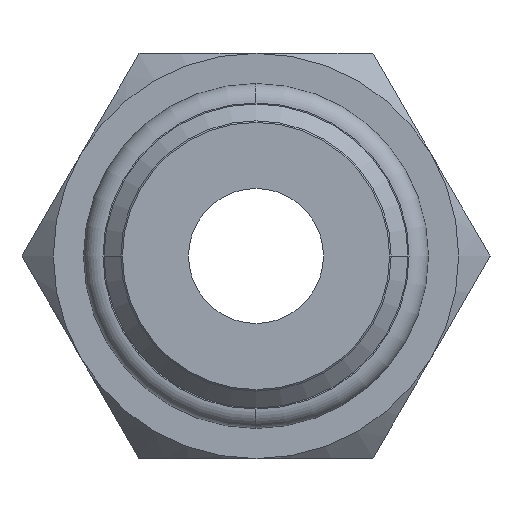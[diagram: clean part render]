
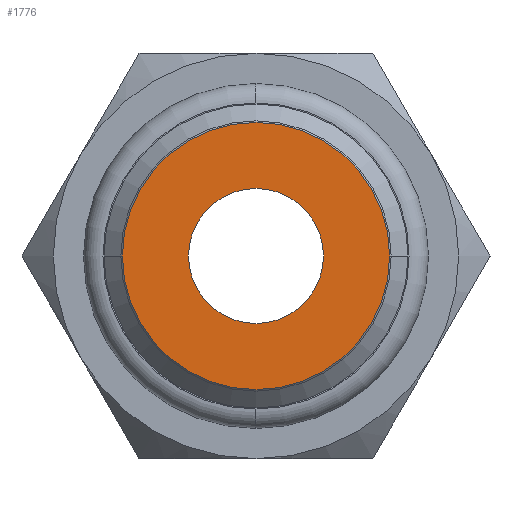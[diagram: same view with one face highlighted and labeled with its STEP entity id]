
A CAD part, left-side view. The second image highlights one B-rep face of the part: STEP entity #1776.
In plain terms, the highlighted planar face has unit normal (-1, 0, 0).
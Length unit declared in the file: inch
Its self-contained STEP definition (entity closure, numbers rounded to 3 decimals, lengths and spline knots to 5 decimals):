
#434=CARTESIAN_POINT('',(0.,0.,0.));
#435=DIRECTION('',(1.,0.,0.));
#436=DIRECTION('',(0.,1.,0.));
#437=AXIS2_PLACEMENT_3D('',#434,#435,#436);
#442=CARTESIAN_POINT('',(0.,0.,0.));
#443=DIRECTION('',(1.,0.,0.));
#444=DIRECTION('',(0.,-1.,0.));
#445=AXIS2_PLACEMENT_3D('',#442,#443,#444);
#450=CARTESIAN_POINT('',(0.,0.,0.));
#451=DIRECTION('',(-1.,0.,0.));
#452=DIRECTION('',(0.,0.,-1.));
#453=AXIS2_PLACEMENT_3D('',#450,#451,#452);
#458=CARTESIAN_POINT('',(0.,0.,0.));
#459=DIRECTION('',(-1.,0.,0.));
#460=DIRECTION('',(0.,0.,1.));
#461=AXIS2_PLACEMENT_3D('',#458,#459,#460);
#1276=CARTESIAN_POINT('',(0.,0.24725,0.));
#1277=CARTESIAN_POINT('',(0.,-0.24725,0.));
#1278=VERTEX_POINT('',#1276);
#1279=VERTEX_POINT('',#1277);
#1280=CARTESIAN_POINT('',(0.,0.,-0.125));
#1281=CARTESIAN_POINT('',(0.,0.,0.125));
#1282=VERTEX_POINT('',#1280);
#1283=VERTEX_POINT('',#1281);
#1761=CARTESIAN_POINT('',(0.,0.,0.));
#1762=DIRECTION('',(1.,0.,0.));
#1763=DIRECTION('',(0.,0.,-1.));
#1764=AXIS2_PLACEMENT_3D('',#1761,#1762,#1763);
#1765=PLANE('',#1764);
#1767=ORIENTED_EDGE('',*,*,#1766,.T.);
#1769=ORIENTED_EDGE('',*,*,#1768,.T.);
#1770=EDGE_LOOP('',(#1767,#1769));
#1771=FACE_OUTER_BOUND('',#1770,.F.);
#1772=ORIENTED_EDGE('',*,*,#1742,.T.);
#1773=ORIENTED_EDGE('',*,*,#1753,.T.);
#1774=EDGE_LOOP('',(#1772,#1773));
#1775=FACE_BOUND('',#1774,.F.);
#438=CIRCLE('',#437,0.24725);
#446=CIRCLE('',#445,0.24725);
#454=CIRCLE('',#453,0.125);
#462=CIRCLE('',#461,0.125);
#1742=EDGE_CURVE('',#1282,#1283,#454,.T.);
#1753=EDGE_CURVE('',#1283,#1282,#462,.T.);
#1766=EDGE_CURVE('',#1278,#1279,#438,.T.);
#1768=EDGE_CURVE('',#1279,#1278,#446,.T.);
#1776=ADVANCED_FACE('',(#1771,#1775),#1765,.F.);
